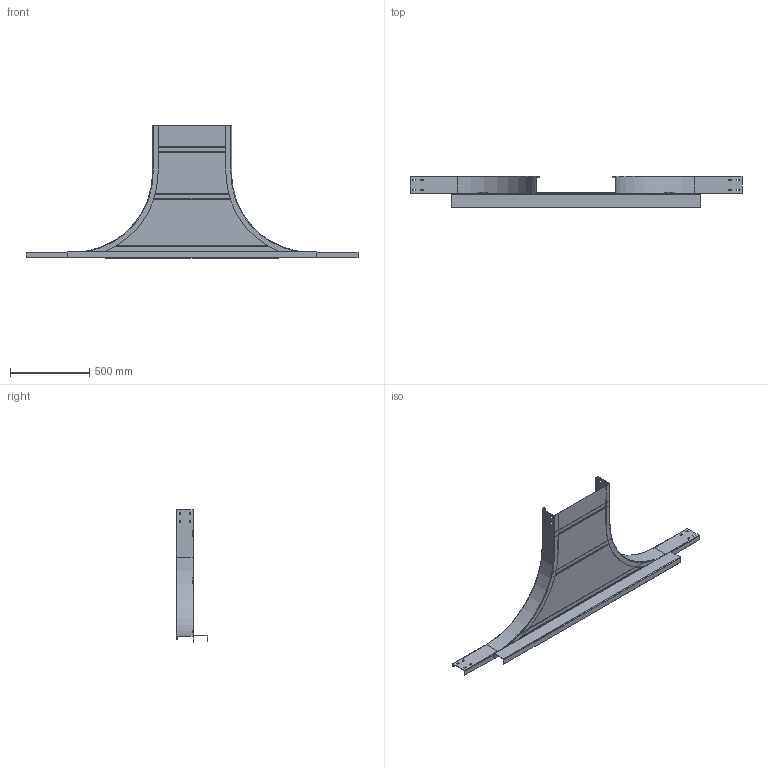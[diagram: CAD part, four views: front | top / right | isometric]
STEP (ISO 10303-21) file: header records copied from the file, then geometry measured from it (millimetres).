
FILE_DESCRIPTION((''),'2;1');
FILE_NAME('6098405_REFERENZ_ASM','2012-12-17T',('AndreasKeweloh'),(''),'PRO/ENGINEER BY PARAMETRIC TECHNOLOGY CORPORATION, 2012230','PRO/ENGINEER BY PARAMETRIC TECHNOLOGY CORPORATION, 2012230','');
FILE_SCHEMA(('CONFIG_CONTROL_DESIGN'));
Length unit declared in the file: millimetre
Products named in the file (5): 6098405_REF_BODEN; 6098405_REF_STREBE; 6098405_REF_INNENHOLM; 6098405_REF_INNENHOLM_2; 6098405_REFERENZ_ASM
Assembly tree (4 placements, depth 2):
  6098405_REFERENZ_ASM
    6098405_REF_BODEN
    6098405_REF_STREBE
    6098405_REF_INNENHOLM
    6098405_REF_INNENHOLM_2
Bounding box: 2100 x 200 x 840 mm (x, y, z)
Volume: 2397157.6 mm3; surface area: 2576147.9 mm2
Topology: 4 solids, 4 shells, 310 faces, 830 edges, 528 vertices
Faces by surface type: plane 146, cylinder 140, bspline 12, torus 12
Entity records: 10161 total; most frequent: CARTESIAN_POINT 2095, DIRECTION 1688, ORIENTED_EDGE 1660, EDGE_CURVE 830, AXIS2_PLACEMENT_3D 575, VECTOR 538, LINE 538, VERTEX_POINT 528
